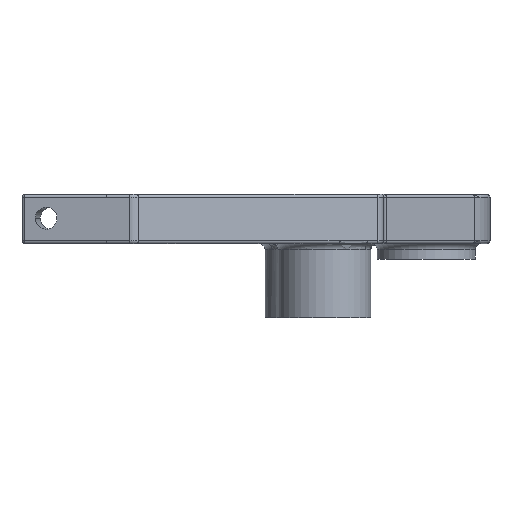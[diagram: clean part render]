
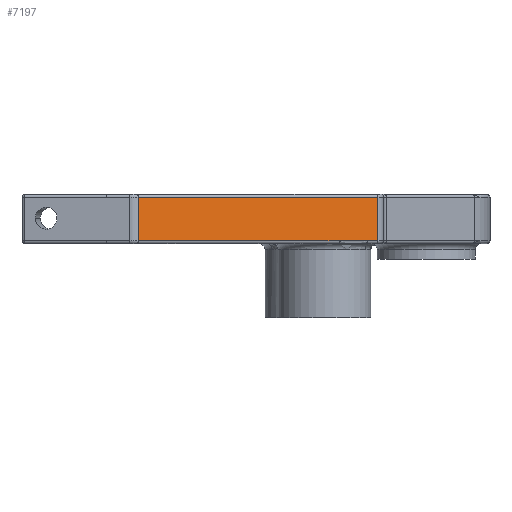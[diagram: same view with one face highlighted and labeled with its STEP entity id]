
A CAD part, front view. The second image highlights one B-rep face of the part: STEP entity #7197.
In plain terms, the highlighted planar face has unit normal (0.55, -0.835, 0).
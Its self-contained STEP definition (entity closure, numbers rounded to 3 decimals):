
#159 = CARTESIAN_POINT ( 'NONE',  ( 14.041, 50.075, -11.061 ) ) ;
#246 = ORIENTED_EDGE ( 'NONE', *, *, #751, .T. ) ;
#303 = VECTOR ( 'NONE', #1115, 1000. ) ;
#751 = EDGE_CURVE ( 'NONE', #4354, #4534, #5058, .T. ) ;
#841 = CARTESIAN_POINT ( 'NONE',  ( 12.933, 49.344, -11.049 ) ) ;
#896 = EDGE_LOOP ( 'NONE', ( #246, #3729, #7200, #2978, #8227, #7279 ) ) ;
#964 = B_SPLINE_CURVE_WITH_KNOTS ( 'NONE', 3,
 ( #3465, #5421, #1459, #841, #2725, #159, #5498, #1484, #4762, #7507 ),
 .UNSPECIFIED., .F., .F.,
 ( 4, 2, 2, 2, 4 ),
 ( 0., 0.001, 0.003, 0.004, 0.005 ),
 .UNSPECIFIED. ) ;
#1115 = DIRECTION ( 'NONE',  ( 0.835, 0.55, 0. ) ) ;
#1149 = CARTESIAN_POINT ( 'NONE',  ( -21.727, 26.5, -11. ) ) ;
#1459 = CARTESIAN_POINT ( 'NONE',  ( 12.195, 48.858, -11.018 ) ) ;
#1484 = CARTESIAN_POINT ( 'NONE',  ( 15.149, 50.805, -11.018 ) ) ;
#1667 = DIRECTION ( 'NONE',  ( 0.55, -0.835, 0. ) ) ;
#1784 = LINE ( 'NONE', #4993, #8168 ) ;
#1807 = LINE ( 'NONE', #5306, #6936 ) ;
#2188 = EDGE_CURVE ( 'NONE', #7734, #2577, #964, .T. ) ;
#2577 = VERTEX_POINT ( 'NONE', #4862 ) ;
#2719 = CARTESIAN_POINT ( 'NONE',  ( 17.563, 52.396, -4. ) ) ;
#2725 = CARTESIAN_POINT ( 'NONE',  ( 13.302, 49.588, -11.061 ) ) ;
#2851 = VERTEX_POINT ( 'NONE', #3238 ) ;
#2978 = ORIENTED_EDGE ( 'NONE', *, *, #2188, .T. ) ;
#3238 = CARTESIAN_POINT ( 'NONE',  ( -21.095, 26.917, -11. ) ) ;
#3262 = FACE_OUTER_BOUND ( 'NONE', #896, .T. ) ;
#3465 = CARTESIAN_POINT ( 'NONE',  ( 11.456, 48.371, -11. ) ) ;
#3679 = DIRECTION ( 'NONE',  ( 0.835, 0.55, 0. ) ) ;
#3729 = ORIENTED_EDGE ( 'NONE', *, *, #8441, .F. ) ;
#3776 = VECTOR ( 'NONE', #5812, 1000. ) ;
#3838 = LINE ( 'NONE', #1149, #303 ) ;
#3849 = CARTESIAN_POINT ( 'NONE',  ( 17.563, 52.396, -5. ) ) ;
#4236 = CARTESIAN_POINT ( 'NONE',  ( -21.095, 26.917, -4. ) ) ;
#4354 = VERTEX_POINT ( 'NONE', #2719 ) ;
#4418 = CARTESIAN_POINT ( 'NONE',  ( -21.727, 26.5, -5. ) ) ;
#4438 = CARTESIAN_POINT ( 'NONE',  ( -21.095, 26.917, -4. ) ) ;
#4534 = VERTEX_POINT ( 'NONE', #4438 ) ;
#4547 = EDGE_CURVE ( 'NONE', #2851, #7734, #3838, .T. ) ;
#4572 = DIRECTION ( 'NONE',  ( 0.835, 0.55, 0. ) ) ;
#4762 = CARTESIAN_POINT ( 'NONE',  ( 15.519, 51.048, -11. ) ) ;
#4862 = CARTESIAN_POINT ( 'NONE',  ( 15.888, 51.292, -11. ) ) ;
#4993 = CARTESIAN_POINT ( 'NONE',  ( -21.095, 26.917, -5. ) ) ;
#5058 = LINE ( 'NONE', #4236, #7135 ) ;
#5306 = CARTESIAN_POINT ( 'NONE',  ( -21.727, 26.5, -11. ) ) ;
#5421 = CARTESIAN_POINT ( 'NONE',  ( 11.826, 48.614, -11. ) ) ;
#5498 = CARTESIAN_POINT ( 'NONE',  ( 14.411, 50.318, -11.049 ) ) ;
#5549 = DIRECTION ( 'NONE',  ( 0., 0., 1. ) ) ;
#5812 = DIRECTION ( 'NONE',  ( 0., 0., -1. ) ) ;
#6193 = LINE ( 'NONE', #3849, #3776 ) ;
#6367 = DIRECTION ( 'NONE',  ( -0.835, -0.55, 0. ) ) ;
#6729 = VERTEX_POINT ( 'NONE', #7101 ) ;
#6936 = VECTOR ( 'NONE', #4572, 1000. ) ;
#6978 = EDGE_CURVE ( 'NONE', #2577, #6729, #1807, .T. ) ;
#7101 = CARTESIAN_POINT ( 'NONE',  ( 17.563, 52.396, -11. ) ) ;
#7135 = VECTOR ( 'NONE', #6367, 1000. ) ;
#7197 = ADVANCED_FACE ( 'NONE', ( #3262 ), #8407, .T. ) ;
#7200 = ORIENTED_EDGE ( 'NONE', *, *, #4547, .T. ) ;
#7279 = ORIENTED_EDGE ( 'NONE', *, *, #8485, .F. ) ;
#7507 = CARTESIAN_POINT ( 'NONE',  ( 15.888, 51.292, -11. ) ) ;
#7734 = VERTEX_POINT ( 'NONE', #8379 ) ;
#7888 = AXIS2_PLACEMENT_3D ( 'NONE', #4418, #1667, #3679 ) ;
#8168 = VECTOR ( 'NONE', #5549, 1000. ) ;
#8227 = ORIENTED_EDGE ( 'NONE', *, *, #6978, .T. ) ;
#8379 = CARTESIAN_POINT ( 'NONE',  ( 11.456, 48.371, -11. ) ) ;
#8407 = PLANE ( 'NONE',  #7888 ) ;
#8441 = EDGE_CURVE ( 'NONE', #2851, #4534, #1784, .T. ) ;
#8485 = EDGE_CURVE ( 'NONE', #4354, #6729, #6193, .T. ) ;
